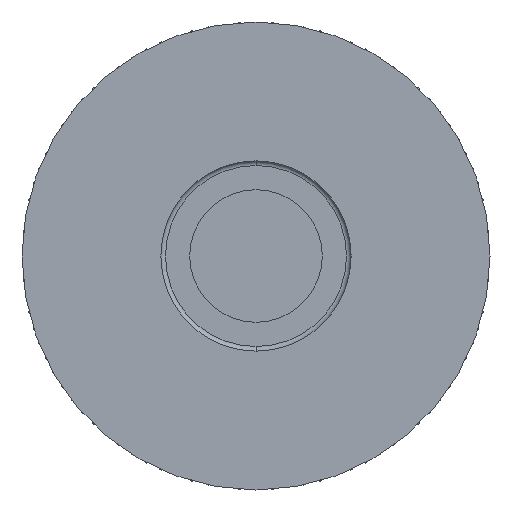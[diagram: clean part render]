
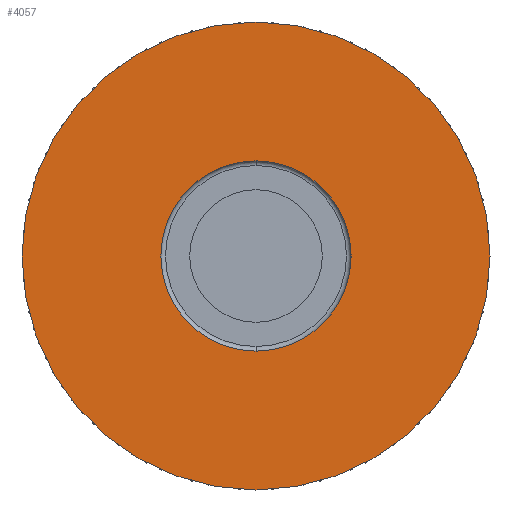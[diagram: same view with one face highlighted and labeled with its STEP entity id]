
A CAD part, left-side view. The second image highlights one B-rep face of the part: STEP entity #4057.
In plain terms, the highlighted planar face has unit normal (-1, 0, 0).
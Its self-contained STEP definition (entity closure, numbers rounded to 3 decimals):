
#175 = DIRECTION ( 'NONE',  ( 0., 0., -1. ) ) ;
#225 = DIRECTION ( 'NONE',  ( 1., 0., 0. ) ) ;
#298 = CARTESIAN_POINT ( 'NONE',  ( 0., 0., 15. ) ) ;
#379 = AXIS2_PLACEMENT_3D ( 'NONE', #14718, #7321, #15888 ) ;
#771 = ORIENTED_EDGE ( 'NONE', *, *, #13703, .T. ) ;
#920 = VERTEX_POINT ( 'NONE', #1086 ) ;
#1086 = CARTESIAN_POINT ( 'NONE',  ( 0., 0., -15. ) ) ;
#1833 = FACE_OUTER_BOUND ( 'NONE', #14076, .T. ) ;
#2669 = CIRCLE ( 'NONE', #2974, 6.1 ) ;
#2935 = ORIENTED_EDGE ( 'NONE', *, *, #13314, .F. ) ;
#2974 = AXIS2_PLACEMENT_3D ( 'NONE', #8330, #8285, #8211 ) ;
#3076 = VERTEX_POINT ( 'NONE', #7651 ) ;
#3345 = CIRCLE ( 'NONE', #4456, 15. ) ;
#3417 = VERTEX_POINT ( 'NONE', #298 ) ;
#4005 = CARTESIAN_POINT ( 'NONE',  ( 0., 0., -6.1 ) ) ;
#4057 = ADVANCED_FACE ( 'NONE', ( #11567, #1833 ), #4236, .F. ) ;
#4236 = PLANE ( 'NONE',  #12543 ) ;
#4456 = AXIS2_PLACEMENT_3D ( 'NONE', #10853, #10807, #10713 ) ;
#4812 = CIRCLE ( 'NONE', #7173, 15. ) ;
#5690 = DIRECTION ( 'NONE',  ( -1., 0., 0. ) ) ;
#6436 = EDGE_CURVE ( 'NONE', #920, #3417, #3345, .T. ) ;
#6481 = EDGE_CURVE ( 'NONE', #3076, #8280, #2669, .T. ) ;
#7173 = AXIS2_PLACEMENT_3D ( 'NONE', #13070, #5690, #14328 ) ;
#7321 = DIRECTION ( 'NONE',  ( -1., 0., 0. ) ) ;
#7651 = CARTESIAN_POINT ( 'NONE',  ( 0., 0., 6.1 ) ) ;
#7721 = ORIENTED_EDGE ( 'NONE', *, *, #6436, .T. ) ;
#8211 = DIRECTION ( 'NONE',  ( 0., 0., 1. ) ) ;
#8280 = VERTEX_POINT ( 'NONE', #4005 ) ;
#8285 = DIRECTION ( 'NONE',  ( -1., 0., 0. ) ) ;
#8330 = CARTESIAN_POINT ( 'NONE',  ( 0., 0., 0. ) ) ;
#8502 = CARTESIAN_POINT ( 'NONE',  ( 0., 6.1, 0. ) ) ;
#10598 = CIRCLE ( 'NONE', #379, 6.1 ) ;
#10713 = DIRECTION ( 'NONE',  ( 0., 0., 1. ) ) ;
#10807 = DIRECTION ( 'NONE',  ( -1., 0., 0. ) ) ;
#10853 = CARTESIAN_POINT ( 'NONE',  ( 0., 0., 0. ) ) ;
#11567 = FACE_BOUND ( 'NONE', #12853, .T. ) ;
#12543 = AXIS2_PLACEMENT_3D ( 'NONE', #8502, #225, #175 ) ;
#12626 = ORIENTED_EDGE ( 'NONE', *, *, #6481, .F. ) ;
#12853 = EDGE_LOOP ( 'NONE', ( #12626, #2935 ) ) ;
#13070 = CARTESIAN_POINT ( 'NONE',  ( 0., 0., 0. ) ) ;
#13314 = EDGE_CURVE ( 'NONE', #8280, #3076, #10598, .T. ) ;
#13703 = EDGE_CURVE ( 'NONE', #3417, #920, #4812, .T. ) ;
#14076 = EDGE_LOOP ( 'NONE', ( #771, #7721 ) ) ;
#14328 = DIRECTION ( 'NONE',  ( 0., 0., 1. ) ) ;
#14718 = CARTESIAN_POINT ( 'NONE',  ( 0., 0., 0. ) ) ;
#15888 = DIRECTION ( 'NONE',  ( 0., 0., 1. ) ) ;
